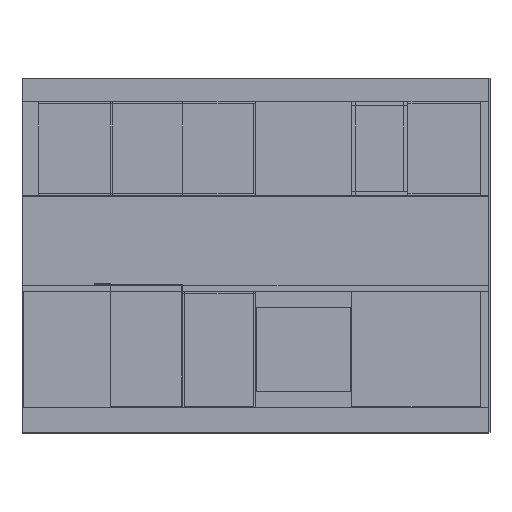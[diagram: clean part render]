
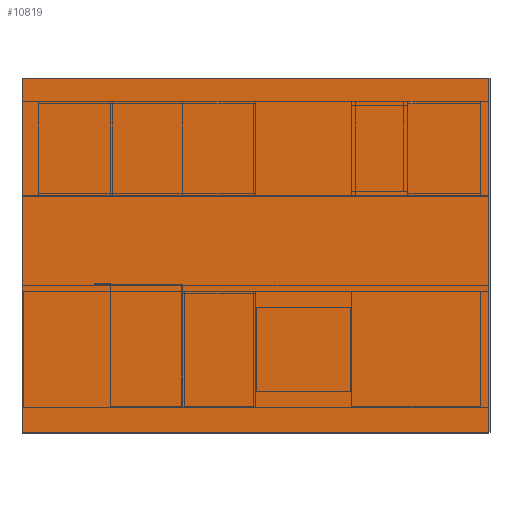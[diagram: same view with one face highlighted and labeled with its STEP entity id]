
A CAD part, left-side view. The second image highlights one B-rep face of the part: STEP entity #10819.
In plain terms, the highlighted planar face has unit normal (-1, 0, 0).
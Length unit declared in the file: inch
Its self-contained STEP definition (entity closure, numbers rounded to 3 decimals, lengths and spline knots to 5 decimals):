
#377=FACE_OUTER_BOUND('',#1107,.T.);
#1107=EDGE_LOOP('',(#7388,#7389,#7390,#7391));
#1900=LINE('',#15558,#3354);
#1903=LINE('',#15564,#3357);
#1906=LINE('',#15570,#3360);
#1909=LINE('',#15574,#3363);
#3354=VECTOR('',#12605,1.);
#3357=VECTOR('',#12610,1.);
#3360=VECTOR('',#12615,1.);
#3363=VECTOR('',#12620,1.);
#4764=VERTEX_POINT('',#15555);
#4765=VERTEX_POINT('',#15557);
#4767=VERTEX_POINT('',#15563);
#4769=VERTEX_POINT('',#15569);
#5780=EDGE_CURVE('',#4765,#4764,#1900,.T.);
#5783=EDGE_CURVE('',#4767,#4765,#1903,.T.);
#5786=EDGE_CURVE('',#4769,#4767,#1906,.T.);
#5789=EDGE_CURVE('',#4764,#4769,#1909,.T.);
#7388=ORIENTED_EDGE('',*,*,#5789,.T.);
#7389=ORIENTED_EDGE('',*,*,#5786,.T.);
#7390=ORIENTED_EDGE('',*,*,#5783,.T.);
#7391=ORIENTED_EDGE('',*,*,#5780,.T.);
#10091=PLANE('',#11672);
#10819=ADVANCED_FACE('',(#377),#10091,.T.);
#11672=AXIS2_PLACEMENT_3D('',#15576,#12623,#12624);
#12605=DIRECTION('',(0.,1.,0.));
#12610=DIRECTION('',(0.,0.,1.));
#12615=DIRECTION('',(0.,-1.,0.));
#12620=DIRECTION('',(0.,0.,-1.));
#12623=DIRECTION('center_axis',(-1.,0.,0.));
#12624=DIRECTION('ref_axis',(0.,0.,1.));
#15555=CARTESIAN_POINT('',(-10.,2900.,2200.));
#15557=CARTESIAN_POINT('',(-10.,0.,2200.));
#15558=CARTESIAN_POINT('',(-10.,2900.,2200.));
#15563=CARTESIAN_POINT('',(-10.,0.,0.));
#15564=CARTESIAN_POINT('',(-10.,0.,2200.));
#15569=CARTESIAN_POINT('',(-10.,2900.,0.));
#15570=CARTESIAN_POINT('',(-10.,0.,0.));
#15574=CARTESIAN_POINT('',(-10.,2900.,0.));
#15576=CARTESIAN_POINT('Origin',(-10.,1450.,1100.));
